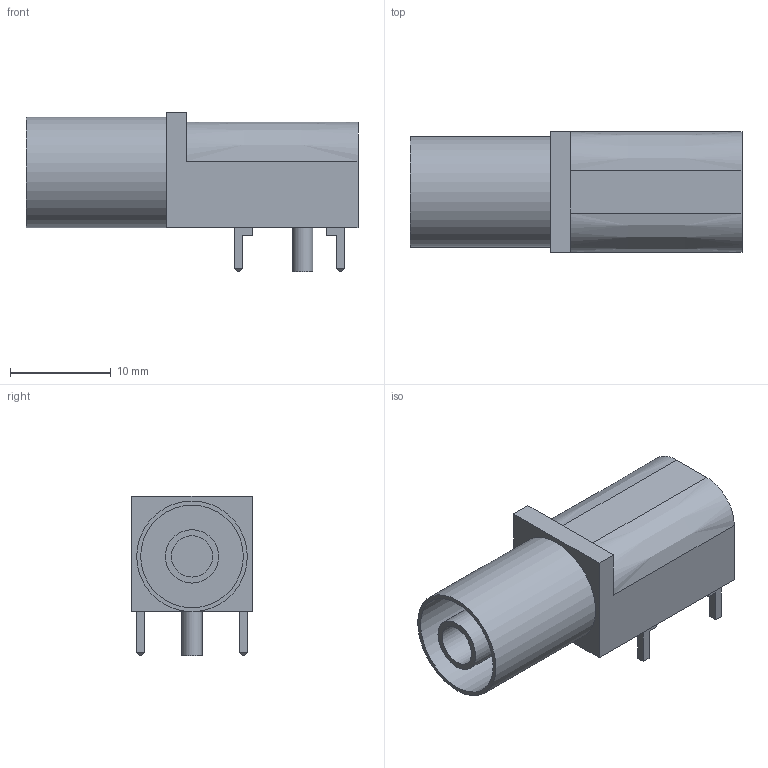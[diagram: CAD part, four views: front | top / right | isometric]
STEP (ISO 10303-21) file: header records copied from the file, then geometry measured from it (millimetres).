
FILE_DESCRIPTION(/* description */ (''),/* implementation_level */ '2;1');
FILE_NAME(/* name */ 'S16N-PC-BLUE.step',/* time_stamp */ '2021-08-03T22:45:46+02:00',/* author */ (''),/* organization */ (''),/* preprocessor_version */ 'ST-DEVELOPER v18.1',/* originating_system */ 'Autodesk Translation Framework v10.9.0.1377',/* authorisation */ '');
FILE_SCHEMA (('AUTOMOTIVE_DESIGN { 1 0 10303 214 3 1 1 }'));
Length unit declared in the file: millimetre
Products named in the file (1): S16N-PC-BLUE
Bounding box: 33 x 12 x 15.9 mm (x, y, z)
Volume: 2645.3 mm3; surface area: 2529.4 mm2
Topology: 6 solids, 6 shells, 69 faces, 145 edges, 91 vertices
Faces by surface type: plane 62, cylinder 5, bspline 2
Full cylindrical faces by diameter (mm): 2 x1, 4.1 x1, 5.3 x1, 10.2 x1, 11 x1
Entity records: 1928 total; most frequent: CARTESIAN_POINT 420, ORIENTED_EDGE 290, DIRECTION 284, EDGE_CURVE 145, LINE 126, VECTOR 126, VERTEX_POINT 91, AXIS2_PLACEMENT_3D 79
